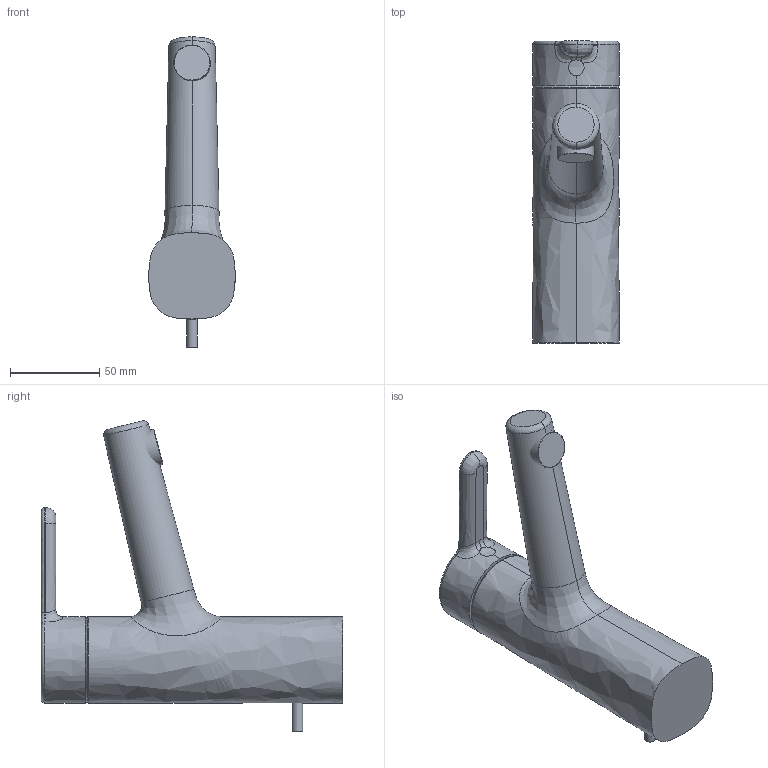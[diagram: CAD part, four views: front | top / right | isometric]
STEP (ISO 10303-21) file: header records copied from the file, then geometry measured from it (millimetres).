
FILE_DESCRIPTION (( 'STEP AP203' ), '1' );
FILE_NAME ('3000F(2017)+51712283.STEP', '2017-03-09T05:50:01', ( '' ), ( '' ), 'SwSTEP 2.0', 'SolidWorks 2016', '' );
FILE_SCHEMA (( 'CONFIG_CONTROL_DESIGN' ));
Length unit declared in the file: millimetre
Products named in the file (1): 3000F(2017)+51712283
Bounding box: 48.5 x 169.2 x 173.97 mm (x, y, z)
Volume: 419786.8 mm3; surface area: 53257.2 mm2
Topology: 5 solids, 5 shells, 55 faces, 116 edges, 71 vertices
Faces by surface type: bspline 33, plane 14, cylinder 4, sphere 2, torus 2
Full cylindrical faces by diameter (mm): 6 x1, 20.5 x1
Entity records: 5306 total; most frequent: CARTESIAN_POINT 4330, ORIENTED_EDGE 218, EDGE_CURVE 109, DIRECTION 103, VERTEX_POINT 69, B_SPLINE_CURVE_WITH_KNOTS 67, EDGE_LOOP 60, FACE_OUTER_BOUND 59
